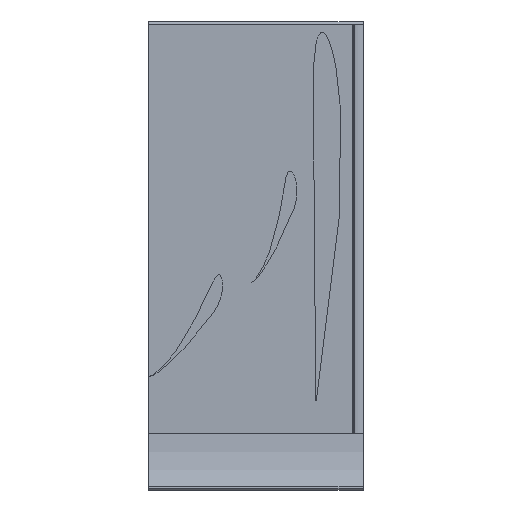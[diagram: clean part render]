
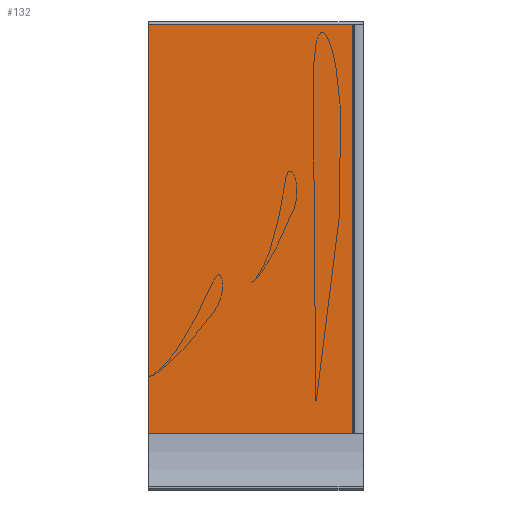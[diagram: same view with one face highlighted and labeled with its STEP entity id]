
A CAD part, left-side view. The second image highlights one B-rep face of the part: STEP entity #132.
In plain terms, the highlighted planar face has unit normal (-1, 0, 0).
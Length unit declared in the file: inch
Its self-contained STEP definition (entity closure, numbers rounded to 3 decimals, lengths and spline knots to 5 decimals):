
#19 = CARTESIAN_POINT ( 'NONE',  ( -26.30971, -12.05035, 47.19235 ) ) ;
#132 = ADVANCED_FACE ( 'NONE', ( #530 ), #783, .T. ) ;
#169 = CARTESIAN_POINT ( 'NONE',  ( -26.30971, -12.05035, 47.18235 ) ) ;
#278 = ORIENTED_EDGE ( 'NONE', *, *, #394, .F. ) ;
#298 = ORIENTED_EDGE ( 'NONE', *, *, #2824, .T. ) ;
#300 = DIRECTION ( 'NONE',  ( -1., 0., 0. ) ) ;
#378 = ORIENTED_EDGE ( 'NONE', *, *, #3193, .T. ) ;
#394 = EDGE_CURVE ( 'NONE', #2703, #1409, #3200, .T. ) ;
#530 = FACE_OUTER_BOUND ( 'NONE', #2663, .T. ) ;
#611 = VECTOR ( 'NONE', #2339, 39.37008 ) ;
#677 = ORIENTED_EDGE ( 'NONE', *, *, #1206, .F. ) ;
#783 = PLANE ( 'NONE',  #1999 ) ;
#815 = LINE ( 'NONE', #2589, #611 ) ;
#930 = CARTESIAN_POINT ( 'NONE',  ( -26.30971, -1.69, 67.19235 ) ) ;
#1054 = LINE ( 'NONE', #2627, #2485 ) ;
#1138 = VECTOR ( 'NONE', #2489, 39.37008 ) ;
#1184 = DIRECTION ( 'NONE',  ( 0., 0., -1. ) ) ;
#1206 = EDGE_CURVE ( 'NONE', #1409, #2832, #3257, .T. ) ;
#1409 = VERTEX_POINT ( 'NONE', #1792 ) ;
#1792 = CARTESIAN_POINT ( 'NONE',  ( -26.30971, -12.05035, 67.19235 ) ) ;
#1999 = AXIS2_PLACEMENT_3D ( 'NONE', #2785, #300, #2278 ) ;
#2237 = CARTESIAN_POINT ( 'NONE',  ( -26.30971, -1.69, 47.19235 ) ) ;
#2278 = DIRECTION ( 'NONE',  ( 0., 0., 1. ) ) ;
#2339 = DIRECTION ( 'NONE',  ( 0., -1., 0. ) ) ;
#2377 = DIRECTION ( 'NONE',  ( 0., 0., -1. ) ) ;
#2485 = VECTOR ( 'NONE', #2377, 39.37008 ) ;
#2489 = DIRECTION ( 'NONE',  ( 0., -1., 0. ) ) ;
#2589 = CARTESIAN_POINT ( 'NONE',  ( -26.30971, -1.69, 47.19235 ) ) ;
#2605 = VECTOR ( 'NONE', #1184, 39.37008 ) ;
#2616 = VERTEX_POINT ( 'NONE', #2237 ) ;
#2627 = CARTESIAN_POINT ( 'NONE',  ( -26.30971, -1.69, 67.19235 ) ) ;
#2663 = EDGE_LOOP ( 'NONE', ( #677, #278, #378, #298 ) ) ;
#2703 = VERTEX_POINT ( 'NONE', #2790 ) ;
#2785 = CARTESIAN_POINT ( 'NONE',  ( -26.30971, -1.69, 67.19235 ) ) ;
#2790 = CARTESIAN_POINT ( 'NONE',  ( -26.30971, -1.69, 67.19235 ) ) ;
#2824 = EDGE_CURVE ( 'NONE', #2616, #2832, #815, .T. ) ;
#2832 = VERTEX_POINT ( 'NONE', #19 ) ;
#3193 = EDGE_CURVE ( 'NONE', #2703, #2616, #1054, .T. ) ;
#3200 = LINE ( 'NONE', #930, #1138 ) ;
#3257 = LINE ( 'NONE', #169, #2605 ) ;
